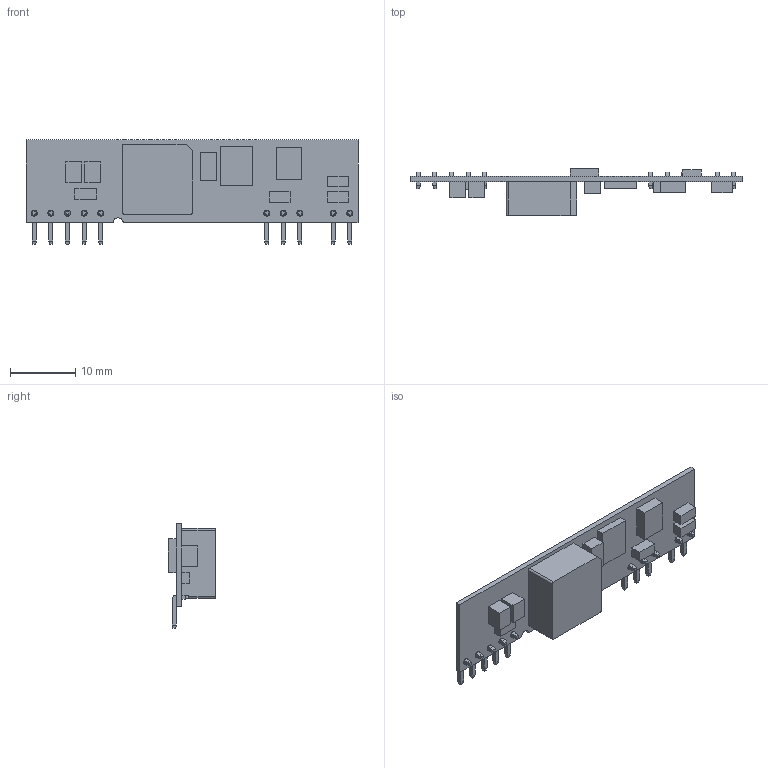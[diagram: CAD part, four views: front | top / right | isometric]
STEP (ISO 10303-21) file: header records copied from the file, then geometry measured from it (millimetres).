
FILE_DESCRIPTION(('FreeCAD Model'),'2;1');
FILE_NAME('TOS 10-05SIL.step','2020-12-02T11:18:05',( 'kicad StepUp'),('ksu MCAD'),'Open CASCADE STEP processor 7.3', 'FreeCAD','Unknown');
FILE_SCHEMA(('AUTOMOTIVE_DESIGN { 1 0 10303 214 1 1 1 1 }'));
Length unit declared in the file: millimetre
Products named in the file (1): TOS_10-05SIL
Bounding box: 50.8 x 7.2 x 16 mm (x, y, z)
Volume: 1323.2 mm3; surface area: 2009.4 mm2
Topology: 1 solids, 1 shells, 272 faces, 684 edges, 416 vertices
Faces by surface type: plane 238, cylinder 34
Entity records: 9856 total; most frequent: CARTESIAN_POINT 1373, ORIENTED_EDGE 1368, DIRECTION 1318, EDGE_CURVE 684, LINE 596, VECTOR 596, VERTEX_POINT 416, AXIS2_PLACEMENT_3D 361
